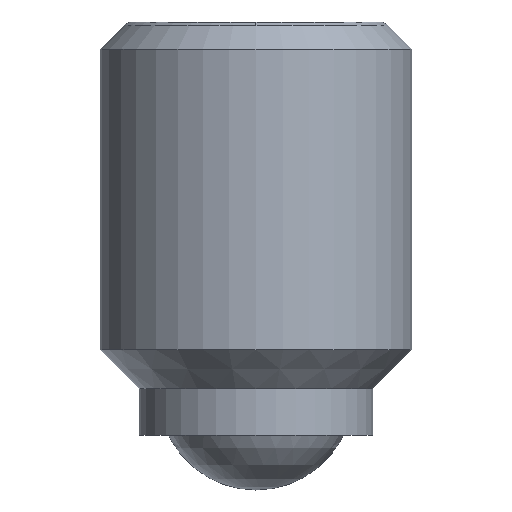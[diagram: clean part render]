
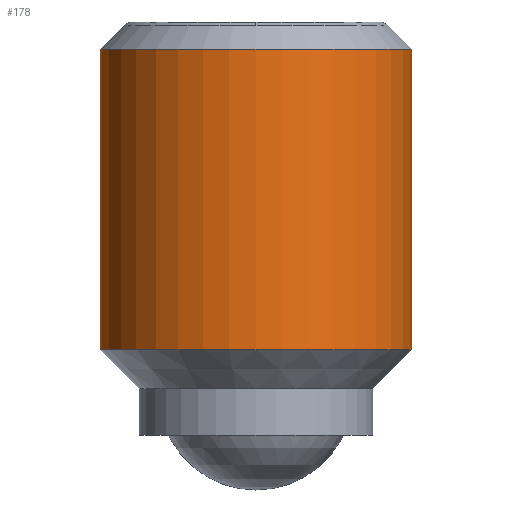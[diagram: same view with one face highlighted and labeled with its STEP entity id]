
A CAD part, front view. The second image highlights one B-rep face of the part: STEP entity #178.
In plain terms, the highlighted cylindrical face has radius 2 mm (diameter 4 mm), a partial arc.
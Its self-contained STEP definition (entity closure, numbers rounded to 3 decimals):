
#134=VERTEX_POINT('',#352);
#136=VERTEX_POINT('',#354);
#138=EDGE_CURVE('',#134,#136,#356,.T.);
#178=ADVANCED_FACE('',(#400),#401,.T.);
#200=VERTEX_POINT('',#424);
#216=VERTEX_POINT('',#442);
#254=EDGE_CURVE('',#134,#200,#485,.T.);
#292=EDGE_CURVE('',#216,#200,#526,.T.);
#298=EDGE_CURVE('',#136,#216,#533,.T.);
#352=CARTESIAN_POINT('',(-2.,0.,-4.2));
#354=CARTESIAN_POINT('',(-2.,0.,-0.35));
#356=LINE('',#589,#590);
#400=FACE_OUTER_BOUND('',#653,.T.);
#401=CYLINDRICAL_SURFACE('',#654,2.);
#424=CARTESIAN_POINT('',(2.,0.,-4.2));
#442=CARTESIAN_POINT('',(2.,0.,-0.35));
#485=CIRCLE('',#792,2.);
#526=LINE('',#859,#860);
#533=CIRCLE('',#870,2.);
#589=CARTESIAN_POINT('',(-2.,0.,-2.275));
#590=VECTOR('',#932,1.0);
#653=EDGE_LOOP('',(#984,#985,#986,#987));
#654=AXIS2_PLACEMENT_3D('',#988,#989,#990);
#792=AXIS2_PLACEMENT_3D('',#1081,#1082,#1083);
#859=CARTESIAN_POINT('',(2.,0.,-2.275));
#860=VECTOR('',#1121,1.0);
#870=AXIS2_PLACEMENT_3D('',#1132,#1133,#1134);
#932=DIRECTION('',(0.0,0.0,1.0));
#984=ORIENTED_EDGE('',*,*,#138,.F.);
#985=ORIENTED_EDGE('',*,*,#254,.T.);
#986=ORIENTED_EDGE('',*,*,#292,.F.);
#987=ORIENTED_EDGE('',*,*,#298,.F.);
#988=CARTESIAN_POINT('',(0.,0.,-2.275));
#989=DIRECTION('',(-0.0,-0.0,-1.0));
#990=DIRECTION('',(-1.0,0.,0.0));
#1081=CARTESIAN_POINT('',(0.,0.,-4.2));
#1082=DIRECTION('',(0.0,0.0,1.0));
#1083=DIRECTION('',(-1.0,0.,0.0));
#1121=DIRECTION('',(-0.0,-0.0,-1.0));
#1132=CARTESIAN_POINT('',(0.,0.,-0.35));
#1133=DIRECTION('',(0.0,0.0,1.0));
#1134=DIRECTION('',(-1.0,0.,0.0));
